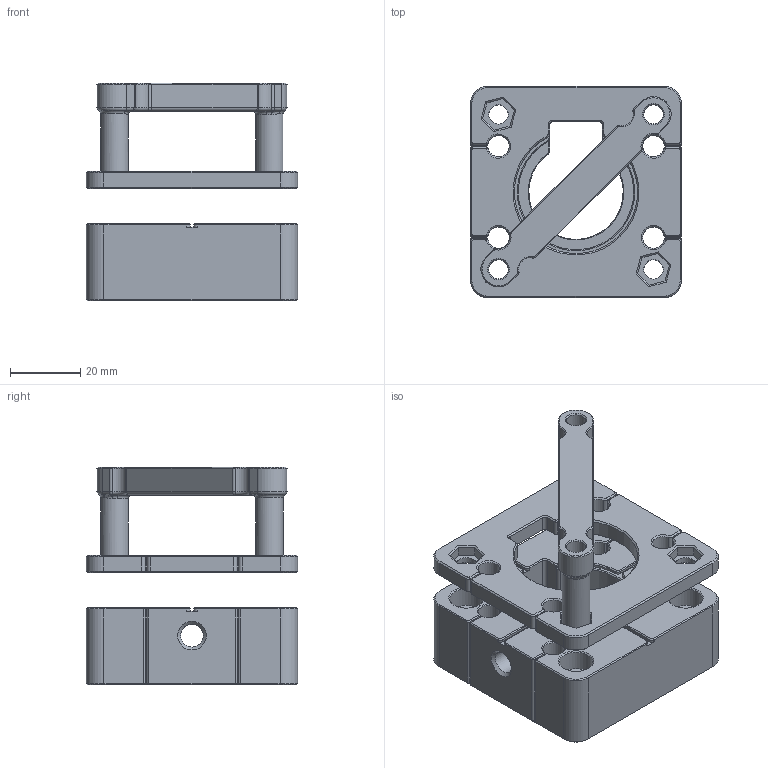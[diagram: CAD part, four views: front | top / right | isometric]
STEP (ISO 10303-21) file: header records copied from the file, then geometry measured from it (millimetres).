
FILE_DESCRIPTION(/* description */ (''),/* implementation_level */ '2;1');
FILE_NAME(/* name */ 'StencilApplicator v68.step',/* time_stamp */ '2023-04-02T07:10:52+02:00',/* author */ (''),/* organization */ (''),/* preprocessor_version */ 'ST-DEVELOPER v19.2',/* originating_system */ 'Autodesk Translation Framework v11.17.0.187',/* authorisation */ '');
FILE_SCHEMA (('AUTOMOTIVE_DESIGN { 1 0 10303 214 3 1 1 }'));
Length unit declared in the file: millimetre
Products named in the file (3): StencilApplicator; Handle; StencilApplicator2
Assembly tree (2 placements, depth 2):
  StencilApplicator
    Handle
    StencilApplicator2
Bounding box: 60 x 60 x 61.9 mm (x, y, z)
Volume: 68455.2 mm3; surface area: 29282 mm2
Topology: 3 solids, 3 shells, 635 faces, 1497 edges, 876 vertices
Faces by surface type: plane 318, cone 165, cylinder 120, bspline 14, torus 10, sphere 8
Full cylindrical faces by diameter (mm): 5 x1, 5.5 x10, 6.5 x2, 7.9 x2, 9.5 x4
Entity records: 18465 total; most frequent: CARTESIAN_POINT 3638, DIRECTION 3174, ORIENTED_EDGE 2994, EDGE_CURVE 1497, AXIS2_PLACEMENT_3D 1084, LINE 1006, VECTOR 1006, VERTEX_POINT 876
